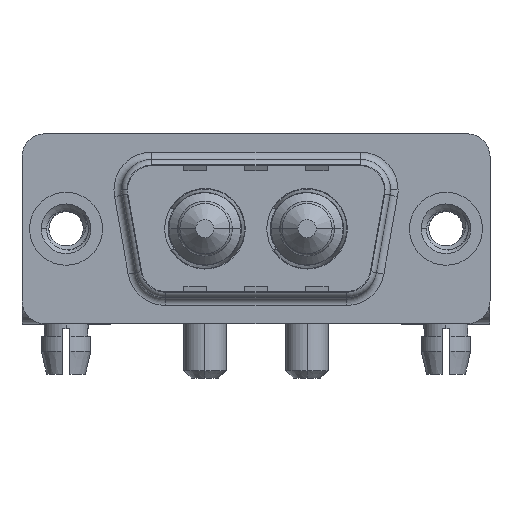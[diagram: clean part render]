
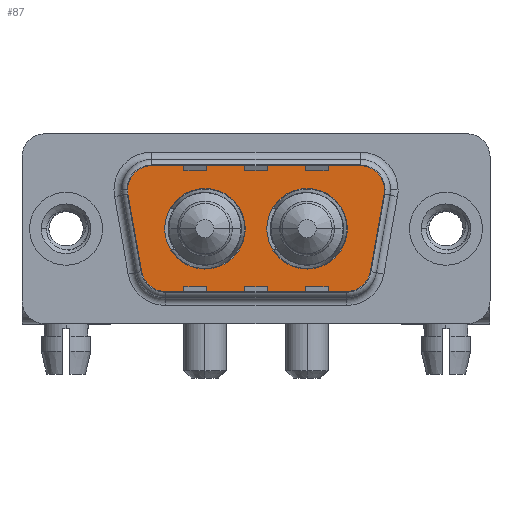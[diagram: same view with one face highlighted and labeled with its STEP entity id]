
A CAD part, top view. The second image highlights one B-rep face of the part: STEP entity #87.
In plain terms, the highlighted planar face has unit normal (0, 0, 1).
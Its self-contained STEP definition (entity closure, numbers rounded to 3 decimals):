
#87 = ADVANCED_FACE ( 'NONE', ( #1722, #8425, #12718 ), #7238, .T. ) ;
#282 = VECTOR ( 'NONE', #9473, 1000. ) ;
#336 = CARTESIAN_POINT ( 'NONE',  ( 21.534, 2.553, 0. ) ) ;
#341 = AXIS2_PLACEMENT_3D ( 'NONE', #1827, #9381, #8327 ) ;
#344 = DIRECTION ( 'NONE',  ( 0., 0., 1. ) ) ;
#357 = AXIS2_PLACEMENT_3D ( 'NONE', #4343, #10901, #5393 ) ;
#378 = EDGE_CURVE ( 'NONE', #3575, #2789, #1678, .T. ) ;
#413 = AXIS2_PLACEMENT_3D ( 'NONE', #10014, #344, #6617 ) ;
#477 = CIRCLE ( 'NONE', #2723, 2.65 ) ;
#489 = VERTEX_POINT ( 'NONE', #12994 ) ;
#676 = ORIENTED_EDGE ( 'NONE', *, *, #7976, .F. ) ;
#721 = CARTESIAN_POINT ( 'NONE',  ( 18.541, -2.9, 0. ) ) ;
#1035 = CARTESIAN_POINT ( 'NONE',  ( 15.86, 0., 0. ) ) ;
#1393 = LINE ( 'NONE', #336, #12565 ) ;
#1480 = DIRECTION ( 'NONE',  ( 1., 0., 0. ) ) ;
#1534 = CIRCLE ( 'NONE', #413, 2. ) ;
#1615 = ORIENTED_EDGE ( 'NONE', *, *, #9965, .T. ) ;
#1649 = EDGE_CURVE ( 'NONE', #8935, #4599, #477, .T. ) ;
#1664 = AXIS2_PLACEMENT_3D ( 'NONE', #7383, #11658, #8291 ) ;
#1678 = CIRCLE ( 'NONE', #341, 2.65 ) ;
#1696 = DIRECTION ( 'NONE',  ( 1., 0., 0. ) ) ;
#1722 = FACE_BOUND ( 'NONE', #13330, .T. ) ;
#1827 = CARTESIAN_POINT ( 'NONE',  ( 15.86, 0., 0. ) ) ;
#1882 = DIRECTION ( 'NONE',  ( -1., 0., 0. ) ) ;
#2063 = CARTESIAN_POINT ( 'NONE',  ( 13.21, 0., 0. ) ) ;
#2157 = CIRCLE ( 'NONE', #11834, 2. ) ;
#2294 = DIRECTION ( 'NONE',  ( 1., 0., 0. ) ) ;
#2504 = VERTEX_POINT ( 'NONE', #6969 ) ;
#2684 = CARTESIAN_POINT ( 'NONE',  ( 6.459, -4.9, 0. ) ) ;
#2702 = EDGE_CURVE ( 'NONE', #8426, #13016, #1534, .T. ) ;
#2723 = AXIS2_PLACEMENT_3D ( 'NONE', #10645, #9728, #6290 ) ;
#2789 = VERTEX_POINT ( 'NONE', #2063 ) ;
#2907 = LINE ( 'NONE', #7077, #282 ) ;
#2908 = ORIENTED_EDGE ( 'NONE', *, *, #1649, .F. ) ;
#2931 = AXIS2_PLACEMENT_3D ( 'NONE', #721, #10237, #1696 ) ;
#2947 = CARTESIAN_POINT ( 'NONE',  ( 19.564, 2.9, 0. ) ) ;
#3161 = EDGE_CURVE ( 'NONE', #2504, #489, #4053, .T. ) ;
#3575 = VERTEX_POINT ( 'NONE', #3822 ) ;
#3822 = CARTESIAN_POINT ( 'NONE',  ( 18.51, 0., 0. ) ) ;
#4053 = CIRCLE ( 'NONE', #2931, 2. ) ;
#4278 = CARTESIAN_POINT ( 'NONE',  ( 4.489, -3.247, 0. ) ) ;
#4343 = CARTESIAN_POINT ( 'NONE',  ( 6.459, -2.9, 0. ) ) ;
#4596 = ORIENTED_EDGE ( 'NONE', *, *, #4725, .T. ) ;
#4599 = VERTEX_POINT ( 'NONE', #5463 ) ;
#4645 = DIRECTION ( 'NONE',  ( 0.174, 0.985, 0. ) ) ;
#4661 = EDGE_CURVE ( 'NONE', #2789, #3575, #8477, .T. ) ;
#4725 = EDGE_CURVE ( 'NONE', #7277, #7910, #9823, .T. ) ;
#5012 = CARTESIAN_POINT ( 'NONE',  ( 3.466, 2.553, 0. ) ) ;
#5163 = VERTEX_POINT ( 'NONE', #8685 ) ;
#5351 = CARTESIAN_POINT ( 'NONE',  ( 6.49, 0., 0. ) ) ;
#5393 = DIRECTION ( 'NONE',  ( -1., 0., 0. ) ) ;
#5396 = DIRECTION ( 'NONE',  ( -1., 0., 0. ) ) ;
#5463 = CARTESIAN_POINT ( 'NONE',  ( 11.79, 0., 0. ) ) ;
#5530 = ORIENTED_EDGE ( 'NONE', *, *, #13670, .T. ) ;
#5902 = AXIS2_PLACEMENT_3D ( 'NONE', #8384, #8523, #5396 ) ;
#6174 = ORIENTED_EDGE ( 'NONE', *, *, #2702, .T. ) ;
#6290 = DIRECTION ( 'NONE',  ( 1., 0., 0. ) ) ;
#6420 = ORIENTED_EDGE ( 'NONE', *, *, #11799, .T. ) ;
#6506 = AXIS2_PLACEMENT_3D ( 'NONE', #7312, #9216, #9282 ) ;
#6536 = DIRECTION ( 'NONE',  ( 0., 0., 1. ) ) ;
#6617 = DIRECTION ( 'NONE',  ( 1., 0., 0. ) ) ;
#6811 = CIRCLE ( 'NONE', #5902, 2. ) ;
#6969 = CARTESIAN_POINT ( 'NONE',  ( 18.541, -4.9, 0. ) ) ;
#7022 = EDGE_CURVE ( 'NONE', #489, #12162, #1393, .T. ) ;
#7077 = CARTESIAN_POINT ( 'NONE',  ( 5.436, 4.9, 0. ) ) ;
#7088 = DIRECTION ( 'NONE',  ( 0.174, -0.985, 0. ) ) ;
#7238 = PLANE ( 'NONE',  #1664 ) ;
#7240 = VERTEX_POINT ( 'NONE', #12809 ) ;
#7260 = DIRECTION ( 'NONE',  ( 0., 0., 1. ) ) ;
#7277 = VERTEX_POINT ( 'NONE', #4278 ) ;
#7312 = CARTESIAN_POINT ( 'NONE',  ( 9.14, 0., 0. ) ) ;
#7383 = CARTESIAN_POINT ( 'NONE',  ( 18.541, -2.9, 0. ) ) ;
#7428 = CIRCLE ( 'NONE', #6506, 2.65 ) ;
#7450 = EDGE_LOOP ( 'NONE', ( #676, #2908 ) ) ;
#7524 = ORIENTED_EDGE ( 'NONE', *, *, #8289, .T. ) ;
#7910 = VERTEX_POINT ( 'NONE', #11666 ) ;
#7976 = EDGE_CURVE ( 'NONE', #4599, #8935, #7428, .T. ) ;
#8050 = LINE ( 'NONE', #2684, #13387 ) ;
#8242 = ORIENTED_EDGE ( 'NONE', *, *, #4661, .F. ) ;
#8289 = EDGE_CURVE ( 'NONE', #13016, #7277, #12643, .T. ) ;
#8291 = DIRECTION ( 'NONE',  ( 1., 0., 0. ) ) ;
#8327 = DIRECTION ( 'NONE',  ( 1., 0., 0. ) ) ;
#8354 = CARTESIAN_POINT ( 'NONE',  ( 3.466, 2.553, 0. ) ) ;
#8384 = CARTESIAN_POINT ( 'NONE',  ( 19.564, 2.9, 0. ) ) ;
#8425 = FACE_BOUND ( 'NONE', #7450, .T. ) ;
#8426 = VERTEX_POINT ( 'NONE', #9273 ) ;
#8477 = CIRCLE ( 'NONE', #10705, 2.65 ) ;
#8523 = DIRECTION ( 'NONE',  ( 0., 0., 1. ) ) ;
#8685 = CARTESIAN_POINT ( 'NONE',  ( 21.564, 2.9, 0. ) ) ;
#8935 = VERTEX_POINT ( 'NONE', #5351 ) ;
#9216 = DIRECTION ( 'NONE',  ( 0., 0., 1. ) ) ;
#9273 = CARTESIAN_POINT ( 'NONE',  ( 5.436, 4.9, 0. ) ) ;
#9282 = DIRECTION ( 'NONE',  ( 1., 0., 0. ) ) ;
#9381 = DIRECTION ( 'NONE',  ( 0., 0., 1. ) ) ;
#9443 = EDGE_CURVE ( 'NONE', #5163, #7240, #6811, .T. ) ;
#9473 = DIRECTION ( 'NONE',  ( -1., 0., 0. ) ) ;
#9728 = DIRECTION ( 'NONE',  ( 0., 0., 1. ) ) ;
#9823 = CIRCLE ( 'NONE', #357, 2. ) ;
#9914 = ORIENTED_EDGE ( 'NONE', *, *, #7022, .T. ) ;
#9965 = EDGE_CURVE ( 'NONE', #7240, #8426, #2907, .T. ) ;
#10014 = CARTESIAN_POINT ( 'NONE',  ( 5.436, 2.9, 0. ) ) ;
#10237 = DIRECTION ( 'NONE',  ( 0., 0., 1. ) ) ;
#10596 = ORIENTED_EDGE ( 'NONE', *, *, #3161, .T. ) ;
#10645 = CARTESIAN_POINT ( 'NONE',  ( 9.14, 0., 0. ) ) ;
#10705 = AXIS2_PLACEMENT_3D ( 'NONE', #1035, #6536, #2294 ) ;
#10901 = DIRECTION ( 'NONE',  ( 0., 0., 1. ) ) ;
#11011 = ORIENTED_EDGE ( 'NONE', *, *, #378, .F. ) ;
#11247 = EDGE_LOOP ( 'NONE', ( #10596, #9914, #5530, #12721, #1615, #6174, #7524, #4596, #6420 ) ) ;
#11332 = CARTESIAN_POINT ( 'NONE',  ( 21.534, 2.553, 0. ) ) ;
#11658 = DIRECTION ( 'NONE',  ( 0., 0., 1. ) ) ;
#11666 = CARTESIAN_POINT ( 'NONE',  ( 6.459, -4.9, 0. ) ) ;
#11799 = EDGE_CURVE ( 'NONE', #7910, #2504, #8050, .T. ) ;
#11834 = AXIS2_PLACEMENT_3D ( 'NONE', #2947, #7260, #1882 ) ;
#12151 = VECTOR ( 'NONE', #7088, 1000. ) ;
#12162 = VERTEX_POINT ( 'NONE', #11332 ) ;
#12565 = VECTOR ( 'NONE', #4645, 1000. ) ;
#12643 = LINE ( 'NONE', #8354, #12151 ) ;
#12718 = FACE_OUTER_BOUND ( 'NONE', #11247, .T. ) ;
#12721 = ORIENTED_EDGE ( 'NONE', *, *, #9443, .T. ) ;
#12809 = CARTESIAN_POINT ( 'NONE',  ( 19.564, 4.9, 0. ) ) ;
#12994 = CARTESIAN_POINT ( 'NONE',  ( 20.511, -3.247, 0. ) ) ;
#13016 = VERTEX_POINT ( 'NONE', #5012 ) ;
#13330 = EDGE_LOOP ( 'NONE', ( #11011, #8242 ) ) ;
#13387 = VECTOR ( 'NONE', #1480, 1000. ) ;
#13670 = EDGE_CURVE ( 'NONE', #12162, #5163, #2157, .T. ) ;
